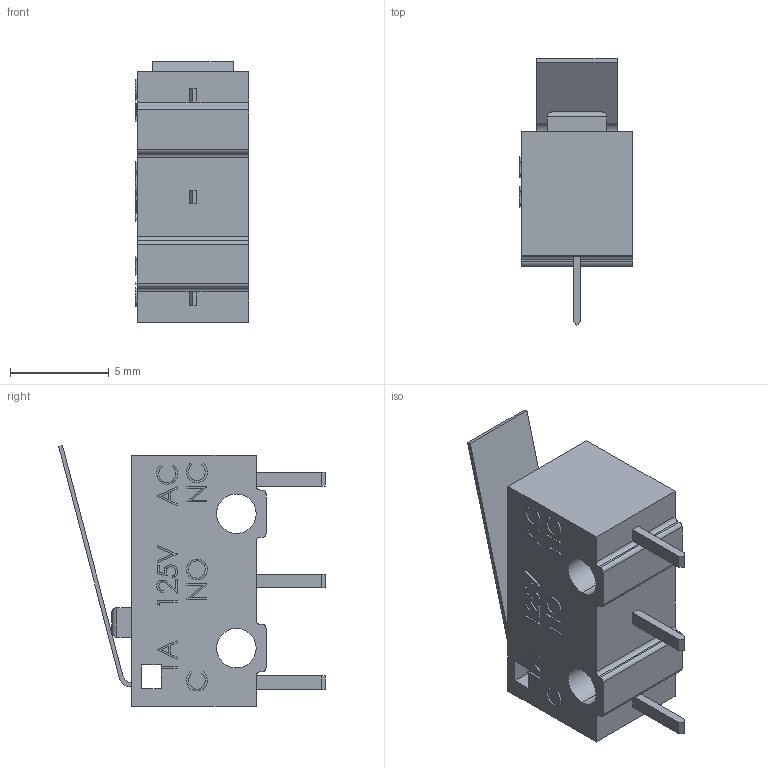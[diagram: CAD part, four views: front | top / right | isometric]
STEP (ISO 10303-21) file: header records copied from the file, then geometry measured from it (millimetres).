
FILE_DESCRIPTION (( 'STEP AP203' ), '1' );
FILE_NAME ('MicroSwitchButton2.STEP', '2018-11-24T15:55:47', ( '' ), ( '' ), 'SwSTEP 2.0', 'SolidWorks 2016', '' );
FILE_SCHEMA (( 'CONFIG_CONTROL_DESIGN' ));
Length unit declared in the file: millimetre
Products named in the file (1): MicroSwitchButton2
Bounding box: 5.75 x 13.49 x 13.2 mm (x, y, z)
Volume: 439.3 mm3; surface area: 614 mm2
Topology: 1 solids, 1 shells, 211 faces, 573 edges, 378 vertices
Faces by surface type: plane 144, bspline 49, cylinder 18
Entity records: 9740 total; most frequent: CARTESIAN_POINT 4640, ORIENTED_EDGE 1146, DIRECTION 827, EDGE_CURVE 573, LINE 441, VECTOR 441, VERTEX_POINT 378, EDGE_LOOP 235
